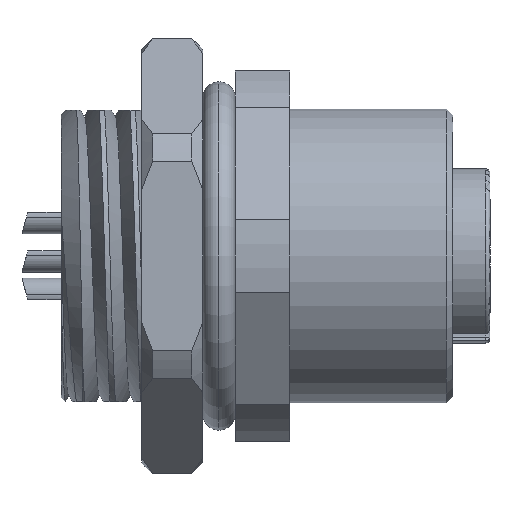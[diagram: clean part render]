
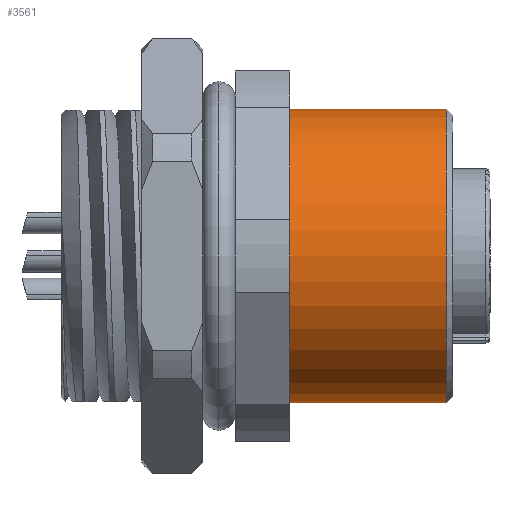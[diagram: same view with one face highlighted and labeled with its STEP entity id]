
A CAD part, front view. The second image highlights one B-rep face of the part: STEP entity #3561.
In plain terms, the highlighted cylindrical face has radius 6.75 mm (diameter 13.5 mm), a partial arc.
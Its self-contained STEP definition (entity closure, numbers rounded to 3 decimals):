
#34 = DIRECTION ( 'NONE',  ( -1., 0., 0. ) ) ;
#383 = ORIENTED_EDGE ( 'NONE', *, *, #9866, .F. ) ;
#1359 = DIRECTION ( 'NONE',  ( 0., 0., 1. ) ) ;
#1913 = AXIS2_PLACEMENT_3D ( 'NONE', #1966, #34, #1359 ) ;
#1966 = CARTESIAN_POINT ( 'NONE',  ( 4.2, 0., 0. ) ) ;
#1974 = VERTEX_POINT ( 'NONE', #4089 ) ;
#2430 = ORIENTED_EDGE ( 'NONE', *, *, #6024, .F. ) ;
#3463 = EDGE_LOOP ( 'NONE', ( #383, #5699, #4958, #2430 ) ) ;
#3515 = CARTESIAN_POINT ( 'NONE',  ( -40.569, 0., -6.75 ) ) ;
#3561 = ADVANCED_FACE ( 'NONE', ( #10595 ), #9586, .T. ) ;
#3669 = DIRECTION ( 'NONE',  ( -1., 0., 0. ) ) ;
#3690 = EDGE_CURVE ( 'NONE', #12143, #4654, #9841, .T. ) ;
#3716 = DIRECTION ( 'NONE',  ( -1., 0., 0. ) ) ;
#4089 = CARTESIAN_POINT ( 'NONE',  ( -3., 0., -6.75 ) ) ;
#4279 = EDGE_CURVE ( 'NONE', #7077, #12143, #10695, .T. ) ;
#4486 = DIRECTION ( 'NONE',  ( 0., 0., 1. ) ) ;
#4654 = VERTEX_POINT ( 'NONE', #4844 ) ;
#4666 = LINE ( 'NONE', #3515, #7586 ) ;
#4733 = AXIS2_PLACEMENT_3D ( 'NONE', #10468, #11236, #12231 ) ;
#4844 = CARTESIAN_POINT ( 'NONE',  ( -3., 0., 6.75 ) ) ;
#4958 = ORIENTED_EDGE ( 'NONE', *, *, #3690, .T. ) ;
#5172 = AXIS2_PLACEMENT_3D ( 'NONE', #11728, #8576, #4486 ) ;
#5699 = ORIENTED_EDGE ( 'NONE', *, *, #4279, .T. ) ;
#6024 = EDGE_CURVE ( 'NONE', #1974, #4654, #8379, .T. ) ;
#7036 = CARTESIAN_POINT ( 'NONE',  ( -40.569, 0., 6.75 ) ) ;
#7077 = VERTEX_POINT ( 'NONE', #7988 ) ;
#7299 = VECTOR ( 'NONE', #3669, 1000. ) ;
#7586 = VECTOR ( 'NONE', #3716, 1000. ) ;
#7988 = CARTESIAN_POINT ( 'NONE',  ( 4.2, 0., -6.75 ) ) ;
#8379 = CIRCLE ( 'NONE', #4733, 6.75 ) ;
#8576 = DIRECTION ( 'NONE',  ( -1., 0., 0. ) ) ;
#9586 = CYLINDRICAL_SURFACE ( 'NONE', #5172, 6.75 ) ;
#9841 = LINE ( 'NONE', #7036, #7299 ) ;
#9866 = EDGE_CURVE ( 'NONE', #7077, #1974, #4666, .T. ) ;
#10468 = CARTESIAN_POINT ( 'NONE',  ( -3., 0., 0. ) ) ;
#10595 = FACE_OUTER_BOUND ( 'NONE', #3463, .T. ) ;
#10695 = CIRCLE ( 'NONE', #1913, 6.75 ) ;
#11236 = DIRECTION ( 'NONE',  ( -1., 0., 0. ) ) ;
#11728 = CARTESIAN_POINT ( 'NONE',  ( -40.569, 0., 0. ) ) ;
#12143 = VERTEX_POINT ( 'NONE', #12701 ) ;
#12231 = DIRECTION ( 'NONE',  ( 0., 0., 1. ) ) ;
#12701 = CARTESIAN_POINT ( 'NONE',  ( 4.2, 0., 6.75 ) ) ;
